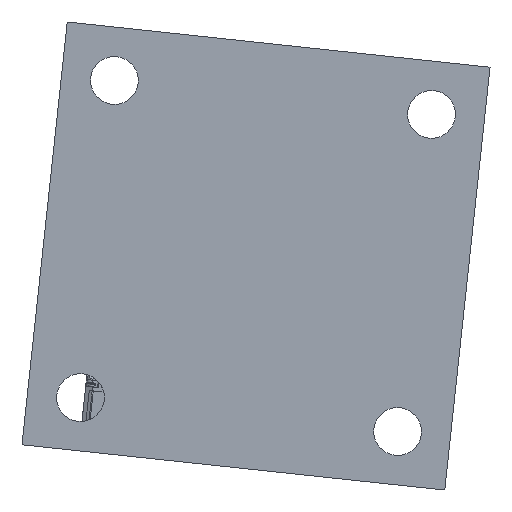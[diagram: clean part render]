
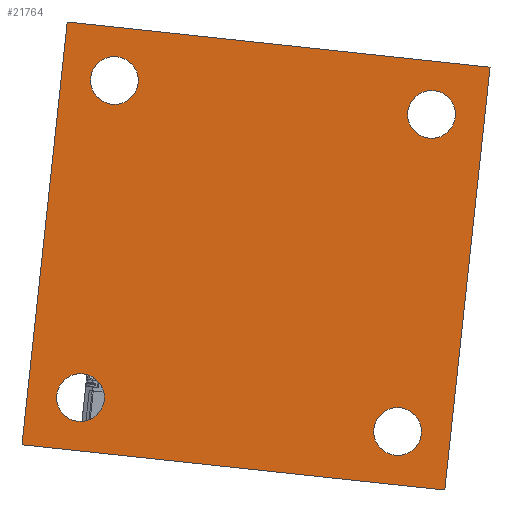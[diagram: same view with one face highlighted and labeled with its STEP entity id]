
A CAD part, left-side view. The second image highlights one B-rep face of the part: STEP entity #21764.
In plain terms, the highlighted planar face has unit normal (-1, 0, 0).
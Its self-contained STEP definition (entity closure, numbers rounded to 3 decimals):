
#270=FACE_BOUND('',#3294,.T.);
#271=FACE_BOUND('',#3295,.T.);
#272=FACE_BOUND('',#3296,.T.);
#273=FACE_BOUND('',#3297,.T.);
#1117=PLANE('',#23361);
#2178=FACE_OUTER_BOUND('',#3293,.T.);
#3293=EDGE_LOOP('',(#19264,#19265,#19266,#19267));
#3294=EDGE_LOOP('',(#19268));
#3295=EDGE_LOOP('',(#19269));
#3296=EDGE_LOOP('',(#19270));
#3297=EDGE_LOOP('',(#19271));
#3871=CIRCLE('',#23350,9.);
#3872=CIRCLE('',#23352,9.);
#3873=CIRCLE('',#23354,9.);
#3874=CIRCLE('',#23356,9.);
#6144=LINE('',#38734,#8394);
#6147=LINE('',#38739,#8397);
#6149=LINE('',#38743,#8399);
#6151=LINE('',#38746,#8401);
#8394=VECTOR('',#28731,10.);
#8397=VECTOR('',#28736,10.);
#8399=VECTOR('',#28740,10.);
#8401=VECTOR('',#28744,10.);
#10341=VERTEX_POINT('',#38716);
#10342=VERTEX_POINT('',#38720);
#10343=VERTEX_POINT('',#38724);
#10344=VERTEX_POINT('',#38728);
#10345=VERTEX_POINT('',#38732);
#10346=VERTEX_POINT('',#38733);
#10347=VERTEX_POINT('',#38738);
#10348=VERTEX_POINT('',#38742);
#13338=EDGE_CURVE('',#10341,#10341,#3871,.T.);
#13340=EDGE_CURVE('',#10342,#10342,#3872,.T.);
#13342=EDGE_CURVE('',#10343,#10343,#3873,.T.);
#13344=EDGE_CURVE('',#10344,#10344,#3874,.T.);
#13345=EDGE_CURVE('',#10345,#10346,#6144,.T.);
#13348=EDGE_CURVE('',#10346,#10347,#6147,.T.);
#13350=EDGE_CURVE('',#10347,#10348,#6149,.T.);
#13352=EDGE_CURVE('',#10348,#10345,#6151,.T.);
#19264=ORIENTED_EDGE('',*,*,#13352,.T.);
#19265=ORIENTED_EDGE('',*,*,#13345,.T.);
#19266=ORIENTED_EDGE('',*,*,#13348,.T.);
#19267=ORIENTED_EDGE('',*,*,#13350,.T.);
#19268=ORIENTED_EDGE('',*,*,#13338,.T.);
#19269=ORIENTED_EDGE('',*,*,#13340,.T.);
#19270=ORIENTED_EDGE('',*,*,#13342,.T.);
#19271=ORIENTED_EDGE('',*,*,#13344,.T.);
#21764=ADVANCED_FACE('',(#2178,#270,#271,#272,#273),#1117,.F.);
#23350=AXIS2_PLACEMENT_3D('',#38718,#28712,#28713);
#23352=AXIS2_PLACEMENT_3D('',#38722,#28717,#28718);
#23354=AXIS2_PLACEMENT_3D('',#38726,#28722,#28723);
#23356=AXIS2_PLACEMENT_3D('',#38730,#28727,#28728);
#23361=AXIS2_PLACEMENT_3D('',#38747,#28745,#28746);
#28712=DIRECTION('center_axis',(1.,0.,0.));
#28713=DIRECTION('ref_axis',(0.,0.106,-0.994));
#28717=DIRECTION('center_axis',(1.,0.,0.));
#28718=DIRECTION('ref_axis',(0.,0.106,-0.994));
#28722=DIRECTION('center_axis',(1.,0.,0.));
#28723=DIRECTION('ref_axis',(0.,0.106,-0.994));
#28727=DIRECTION('center_axis',(1.,0.,0.));
#28728=DIRECTION('ref_axis',(0.,0.106,-0.994));
#28731=DIRECTION('',(0.,-0.994,-0.106));
#28736=DIRECTION('',(0.,-0.106,0.994));
#28740=DIRECTION('',(0.,0.994,0.106));
#28744=DIRECTION('',(0.,0.106,-0.994));
#28745=DIRECTION('center_axis',(1.,0.,0.));
#28746=DIRECTION('ref_axis',(0.,0.106,-0.994));
#38716=CARTESIAN_POINT('',(-191.581,-52.926,-57.183));
#38718=CARTESIAN_POINT('Origin',(-191.581,-51.969,-66.132));
#38720=CARTESIAN_POINT('',(-191.581,53.639,74.893));
#38722=CARTESIAN_POINT('Origin',(-191.581,54.595,65.944));
#38724=CARTESIAN_POINT('',(-191.581,-65.682,62.137));
#38726=CARTESIAN_POINT('Origin',(-191.581,-64.725,53.188));
#38728=CARTESIAN_POINT('',(-191.581,66.394,-44.427));
#38730=CARTESIAN_POINT('Origin',(-191.581,67.351,-53.376));
#38732=CARTESIAN_POINT('',(-191.581,89.364,-71.137));
#38733=CARTESIAN_POINT('',(-191.581,-69.73,-88.145));
#38734=CARTESIAN_POINT('',(-191.581,89.364,-71.137));
#38738=CARTESIAN_POINT('',(-191.581,-86.738,70.949));
#38739=CARTESIAN_POINT('',(-191.581,-69.73,-88.145));
#38742=CARTESIAN_POINT('',(-191.581,72.356,87.956));
#38743=CARTESIAN_POINT('',(-191.581,-86.738,70.949));
#38746=CARTESIAN_POINT('',(-191.581,72.356,87.956));
#38747=CARTESIAN_POINT('Origin',(-191.581,1.313,-0.094));
